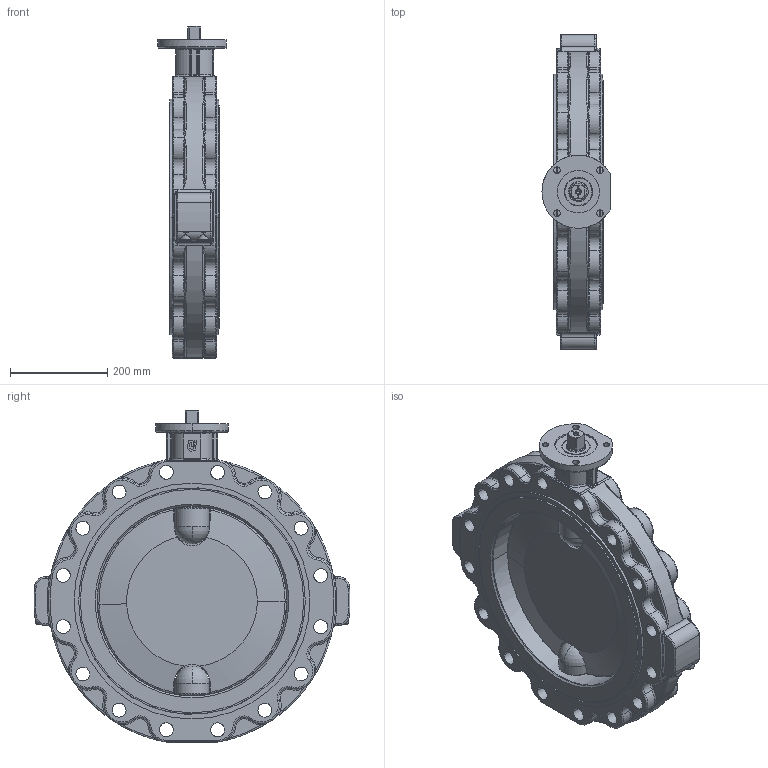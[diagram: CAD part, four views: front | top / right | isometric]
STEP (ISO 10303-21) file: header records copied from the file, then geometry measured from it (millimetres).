
FILE_DESCRIPTION(('HOOPS Exchange Step'),'2;1');
FILE_NAME('AK09_DN400_ansi150_oH.stp','2025-10-06T11:09:02+02:00',('nieru'),('Unknown organisation'),'HOOPS Exchange 2024.2','HOOPS Exchange','Unknown authorisation');
FILE_SCHEMA( ('AP203_CONFIGURATION_CONTROLLED_3D_DESIGN_OF_MECHANICAL_PARTS_AND_ASSEMBLIES_MIM_LF') );
Length unit declared in the file: millimetre
Products named in the file (2): 0; root
Assembly tree (1 placements, depth 2):
  root
    0
Bounding box: 140 x 649.69 x 682.81 mm (x, y, z)
Volume: 16841188.6 mm3; surface area: 1288101.7 mm2
Topology: 1 solids, 1 shells, 1195 faces, 3208 edges, 1928 vertices
Faces by surface type: torus 330, bspline 294, cylinder 277, plane 238, cone 36, sphere 20
Entity records: 117502 total; most frequent: CARTESIAN_POINT 92052, ORIENTED_EDGE 6196, DIRECTION 3934, EDGE_CURVE 3098, VERTEX_POINT 1932, B_SPLINE_CURVE_WITH_KNOTS 1679, AXIS2_PLACEMENT_3D 1663, EDGE_LOOP 1274
